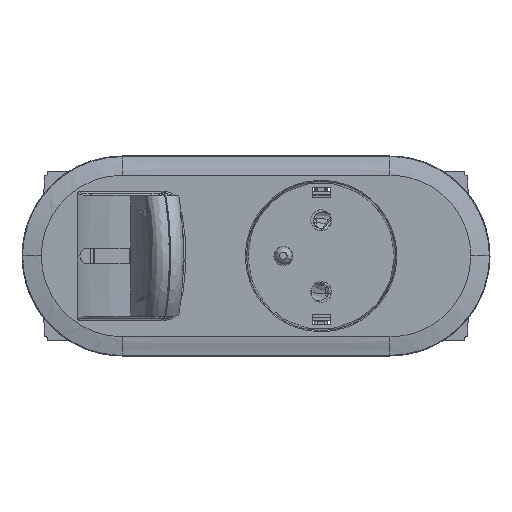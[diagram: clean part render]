
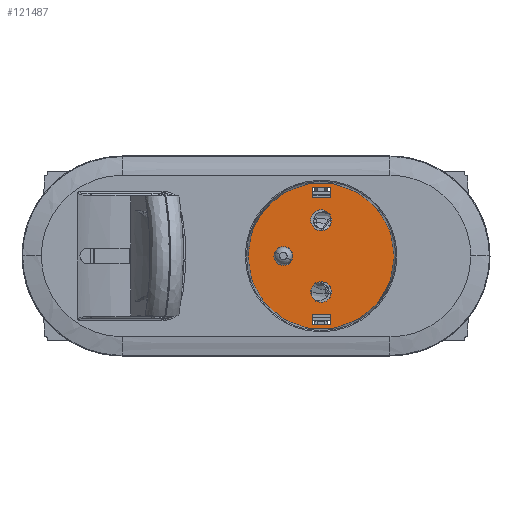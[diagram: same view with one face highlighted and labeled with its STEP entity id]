
A CAD part, top view. The second image highlights one B-rep face of the part: STEP entity #121487.
In plain terms, the highlighted planar face has unit normal (0, 0, 1).
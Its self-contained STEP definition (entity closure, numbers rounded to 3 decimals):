
#119575=AXIS2_PLACEMENT_3D('Circle Axis2P3D',#119573,#119574,$) ;
#119599=AXIS2_PLACEMENT_3D('Circle Axis2P3D',#119597,#119598,$) ;
#119623=AXIS2_PLACEMENT_3D('Circle Axis2P3D',#119621,#119622,$) ;
#119647=AXIS2_PLACEMENT_3D('Circle Axis2P3D',#119645,#119646,$) ;
#119671=AXIS2_PLACEMENT_3D('Circle Axis2P3D',#119669,#119670,$) ;
#119695=AXIS2_PLACEMENT_3D('Circle Axis2P3D',#119693,#119694,$) ;
#121423=AXIS2_PLACEMENT_3D('Plane Axis2P3D',#121420,#121421,#121422) ;
#121427=AXIS2_PLACEMENT_3D('Circle Axis2P3D',#121425,#121426,$) ;
#121436=AXIS2_PLACEMENT_3D('Circle Axis2P3D',#121434,#121435,$) ;
#119570=CARTESIAN_POINT('Vertex',(-6.5,0.,-6.35)) ;
#119573=CARTESIAN_POINT('Axis2P3D Location',(-4.,0.,-6.35)) ;
#119577=CARTESIAN_POINT('Vertex',(-1.5,0.,-6.35)) ;
#119597=CARTESIAN_POINT('Axis2P3D Location',(-4.,0.,-6.35)) ;
#119618=CARTESIAN_POINT('Vertex',(3.225,9.5,-6.35)) ;
#119621=CARTESIAN_POINT('Axis2P3D Location',(6.,9.5,-6.35)) ;
#119625=CARTESIAN_POINT('Vertex',(8.775,9.5,-6.35)) ;
#119645=CARTESIAN_POINT('Axis2P3D Location',(6.,9.5,-6.35)) ;
#119666=CARTESIAN_POINT('Vertex',(3.225,-9.5,-6.35)) ;
#119669=CARTESIAN_POINT('Axis2P3D Location',(6.,-9.5,-6.35)) ;
#119673=CARTESIAN_POINT('Vertex',(8.775,-9.5,-6.35)) ;
#119693=CARTESIAN_POINT('Axis2P3D Location',(6.,-9.5,-6.35)) ;
#119715=CARTESIAN_POINT('Vertex',(3.6,15.5,-6.35)) ;
#119718=CARTESIAN_POINT('Line Origine',(6.,15.5,-6.35)) ;
#119722=CARTESIAN_POINT('Vertex',(8.4,15.5,-6.35)) ;
#119784=CARTESIAN_POINT('Vertex',(8.4,18.2,-6.35)) ;
#119787=CARTESIAN_POINT('Line Origine',(6.,18.2,-6.35)) ;
#119791=CARTESIAN_POINT('Vertex',(3.6,18.2,-6.35)) ;
#119833=CARTESIAN_POINT('Vertex',(3.6,-18.2,-6.35)) ;
#119836=CARTESIAN_POINT('Line Origine',(6.,-18.2,-6.35)) ;
#119840=CARTESIAN_POINT('Vertex',(8.4,-18.2,-6.35)) ;
#119902=CARTESIAN_POINT('Vertex',(8.4,-15.5,-6.35)) ;
#119905=CARTESIAN_POINT('Line Origine',(6.,-15.5,-6.35)) ;
#119909=CARTESIAN_POINT('Vertex',(3.6,-15.5,-6.35)) ;
#121420=CARTESIAN_POINT('Axis2P3D Location',(0.,0.,-6.35)) ;
#121425=CARTESIAN_POINT('Axis2P3D Location',(6.,0.,-6.35)) ;
#121429=CARTESIAN_POINT('Vertex',(25.4,0.,-6.35)) ;
#121431=CARTESIAN_POINT('Vertex',(-13.4,0.,-6.35)) ;
#121434=CARTESIAN_POINT('Axis2P3D Location',(6.,0.,-6.35)) ;
#121443=CARTESIAN_POINT('Line Origine',(3.6,16.85,-6.35)) ;
#121448=CARTESIAN_POINT('Line Origine',(8.4,16.85,-6.35)) ;
#121459=CARTESIAN_POINT('Line Origine',(3.6,-16.85,-6.35)) ;
#121464=CARTESIAN_POINT('Line Origine',(8.4,-16.85,-6.35)) ;
#119574=DIRECTION('Axis2P3D Direction',(0.,0.,1.)) ;
#119598=DIRECTION('Axis2P3D Direction',(0.,0.,1.)) ;
#119622=DIRECTION('Axis2P3D Direction',(0.,0.,1.)) ;
#119646=DIRECTION('Axis2P3D Direction',(0.,0.,1.)) ;
#119670=DIRECTION('Axis2P3D Direction',(0.,0.,1.)) ;
#119694=DIRECTION('Axis2P3D Direction',(0.,0.,1.)) ;
#119719=DIRECTION('Vector Direction',(-1.,0.,0.)) ;
#119788=DIRECTION('Vector Direction',(1.,0.,0.)) ;
#119837=DIRECTION('Vector Direction',(1.,0.,0.)) ;
#119906=DIRECTION('Vector Direction',(-1.,0.,0.)) ;
#121421=DIRECTION('Axis2P3D Direction',(0.,0.,1.)) ;
#121422=DIRECTION('Axis2P3D XDirection',(1.,0.,0.)) ;
#121426=DIRECTION('Axis2P3D Direction',(0.,0.,1.)) ;
#121435=DIRECTION('Axis2P3D Direction',(0.,0.,1.)) ;
#121444=DIRECTION('Vector Direction',(0.,1.,0.)) ;
#121449=DIRECTION('Vector Direction',(0.,-1.,0.)) ;
#121460=DIRECTION('Vector Direction',(0.,1.,0.)) ;
#121465=DIRECTION('Vector Direction',(0.,-1.,0.)) ;
#119720=VECTOR('Line Direction',#119719,1.) ;
#119789=VECTOR('Line Direction',#119788,1.) ;
#119838=VECTOR('Line Direction',#119837,1.) ;
#119907=VECTOR('Line Direction',#119906,1.) ;
#121445=VECTOR('Line Direction',#121444,1.) ;
#121450=VECTOR('Line Direction',#121449,1.) ;
#121461=VECTOR('Line Direction',#121460,1.) ;
#121466=VECTOR('Line Direction',#121465,1.) ;
#121440=ORIENTED_EDGE('',*,*,#121433,.T.) ;
#121441=ORIENTED_EDGE('',*,*,#121438,.T.) ;
#121454=ORIENTED_EDGE('',*,*,#121447,.T.) ;
#121455=ORIENTED_EDGE('',*,*,#119793,.T.) ;
#121456=ORIENTED_EDGE('',*,*,#121452,.T.) ;
#121457=ORIENTED_EDGE('',*,*,#119724,.T.) ;
#121470=ORIENTED_EDGE('',*,*,#119842,.T.) ;
#121471=ORIENTED_EDGE('',*,*,#121463,.T.) ;
#121472=ORIENTED_EDGE('',*,*,#119911,.T.) ;
#121473=ORIENTED_EDGE('',*,*,#121468,.T.) ;
#121476=ORIENTED_EDGE('',*,*,#119579,.T.) ;
#121477=ORIENTED_EDGE('',*,*,#119601,.T.) ;
#121480=ORIENTED_EDGE('',*,*,#119627,.T.) ;
#121481=ORIENTED_EDGE('',*,*,#119649,.T.) ;
#121484=ORIENTED_EDGE('',*,*,#119675,.T.) ;
#121485=ORIENTED_EDGE('',*,*,#119697,.T.) ;
#121458=FACE_BOUND('',#121453,.T.) ;
#121474=FACE_BOUND('',#121469,.T.) ;
#121478=FACE_BOUND('',#121475,.T.) ;
#121482=FACE_BOUND('',#121479,.T.) ;
#121486=FACE_BOUND('',#121483,.T.) ;
#121487=ADVANCED_FACE('0043F24.1\\Corps principal',(#121442,#121458,#121474,#121478,#121482,#121486),#121424,.T.) ;
#119576=CIRCLE('generated circle',#119575,2.5) ;
#119600=CIRCLE('generated circle',#119599,2.5) ;
#119624=CIRCLE('generated circle',#119623,2.775) ;
#119648=CIRCLE('generated circle',#119647,2.775) ;
#119672=CIRCLE('generated circle',#119671,2.775) ;
#119696=CIRCLE('generated circle',#119695,2.775) ;
#121428=CIRCLE('generated circle',#121427,19.4) ;
#121437=CIRCLE('generated circle',#121436,19.4) ;
#119579=EDGE_CURVE('',#119578,#119571,#119576,.F.) ;
#119601=EDGE_CURVE('',#119571,#119578,#119600,.F.) ;
#119627=EDGE_CURVE('',#119626,#119619,#119624,.F.) ;
#119649=EDGE_CURVE('',#119619,#119626,#119648,.F.) ;
#119675=EDGE_CURVE('',#119674,#119667,#119672,.F.) ;
#119697=EDGE_CURVE('',#119667,#119674,#119696,.F.) ;
#119724=EDGE_CURVE('',#119723,#119716,#119721,.T.) ;
#119793=EDGE_CURVE('',#119792,#119785,#119790,.T.) ;
#119842=EDGE_CURVE('',#119841,#119834,#119839,.F.) ;
#119911=EDGE_CURVE('',#119910,#119903,#119908,.F.) ;
#121433=EDGE_CURVE('',#121430,#121432,#121428,.T.) ;
#121438=EDGE_CURVE('',#121432,#121430,#121437,.T.) ;
#121447=EDGE_CURVE('',#119716,#119792,#121446,.T.) ;
#121452=EDGE_CURVE('',#119785,#119723,#121451,.T.) ;
#121463=EDGE_CURVE('',#119834,#119910,#121462,.T.) ;
#121468=EDGE_CURVE('',#119903,#119841,#121467,.T.) ;
#121439=EDGE_LOOP('',(#121440,#121441)) ;
#121453=EDGE_LOOP('',(#121454,#121455,#121456,#121457)) ;
#121469=EDGE_LOOP('',(#121470,#121471,#121472,#121473)) ;
#121475=EDGE_LOOP('',(#121476,#121477)) ;
#121479=EDGE_LOOP('',(#121480,#121481)) ;
#121483=EDGE_LOOP('',(#121484,#121485)) ;
#121442=FACE_OUTER_BOUND('',#121439,.T.) ;
#119721=LINE('Line',#119718,#119720) ;
#119790=LINE('Line',#119787,#119789) ;
#119839=LINE('Line',#119836,#119838) ;
#119908=LINE('Line',#119905,#119907) ;
#121446=LINE('Line',#121443,#121445) ;
#121451=LINE('Line',#121448,#121450) ;
#121462=LINE('Line',#121459,#121461) ;
#121467=LINE('Line',#121464,#121466) ;
#121424=PLANE('',#121423) ;
#119571=VERTEX_POINT('',#119570) ;
#119578=VERTEX_POINT('',#119577) ;
#119619=VERTEX_POINT('',#119618) ;
#119626=VERTEX_POINT('',#119625) ;
#119667=VERTEX_POINT('',#119666) ;
#119674=VERTEX_POINT('',#119673) ;
#119716=VERTEX_POINT('',#119715) ;
#119723=VERTEX_POINT('',#119722) ;
#119785=VERTEX_POINT('',#119784) ;
#119792=VERTEX_POINT('',#119791) ;
#119834=VERTEX_POINT('',#119833) ;
#119841=VERTEX_POINT('',#119840) ;
#119903=VERTEX_POINT('',#119902) ;
#119910=VERTEX_POINT('',#119909) ;
#121430=VERTEX_POINT('',#121429) ;
#121432=VERTEX_POINT('',#121431) ;
